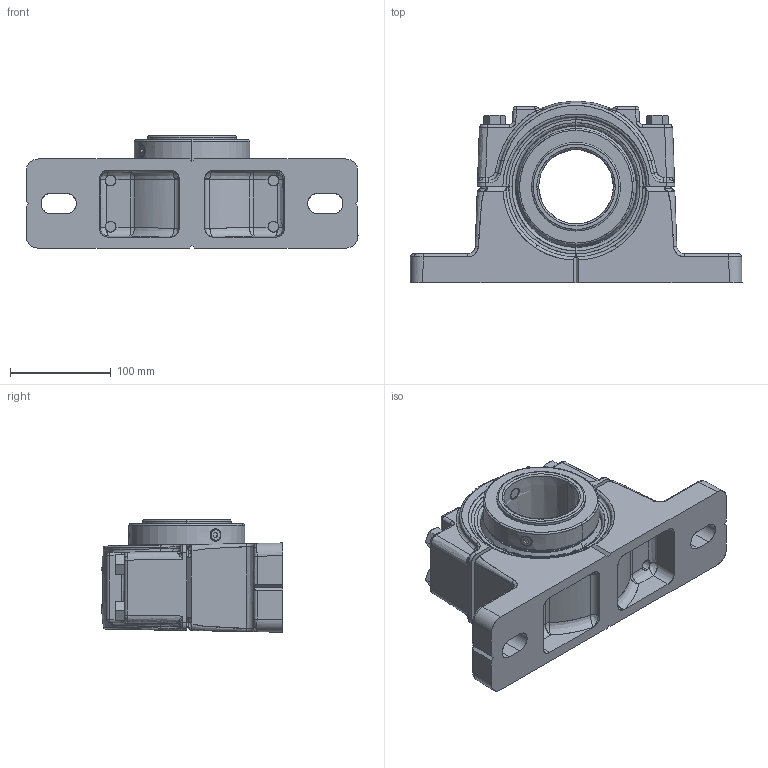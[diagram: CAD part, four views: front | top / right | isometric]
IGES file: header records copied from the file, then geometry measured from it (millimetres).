
Start section: SolidWorks IGES file using analytic representation for surfaces
Global section: file name: USDEFAU0128120442725.igs; native system: SolidWorks 2013; preprocessor: SolidWorks 2013; author: partstream; date: 130128.120053; units: inch
Bounding box: 330.2 x 180.23 x 111.86 mm (x, y, z)
Surface area: 281243.9 mm2 (no closed solid volume)
Topology: 0 solids, 0 shells, 708 faces, 9436 edges, 9403 vertices
Faces by surface type: bspline 410, revolution 298
